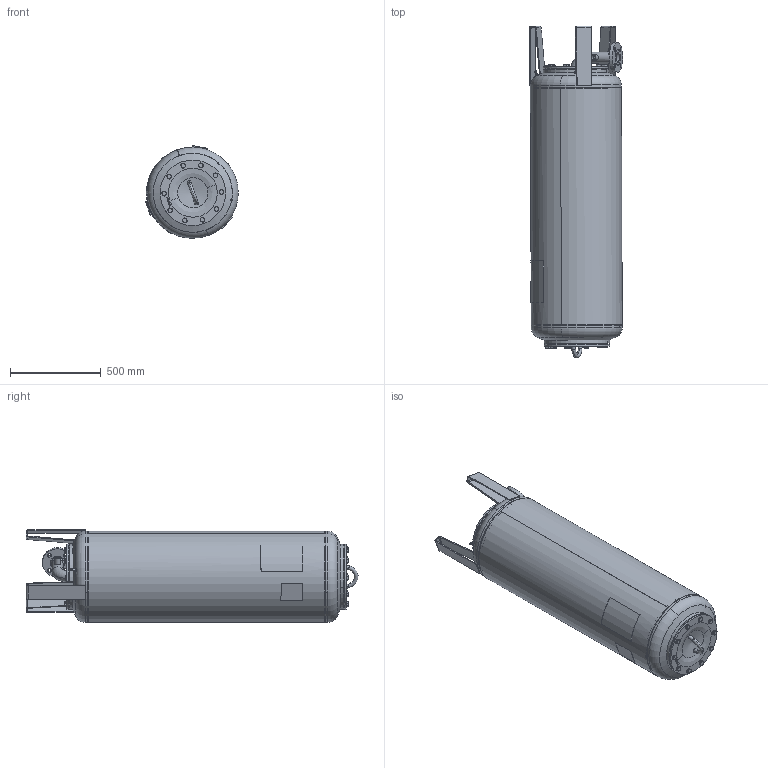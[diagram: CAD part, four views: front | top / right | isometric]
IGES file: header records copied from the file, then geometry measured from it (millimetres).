
Global section: file name: No Iges File Name specified; native system: Autodesk Inventor 2009; preprocessor: AutoDesk Inventor Iges Exporter R2009; author: CADJOBServer; date: 20091015.170940; units: millimetre
Bounding box: 512.19 x 1824.89 x 508.61 mm (x, y, z)
Volume: 337342048.4 mm3; surface area: 9856520.8 mm2
Topology: 33 solids, 33 shells, 1606 faces, 4096 edges, 2648 vertices
Faces by surface type: plane 603, bspline 340, cylinder 199, cone 198, revolution 193, torus 66, sphere 7
